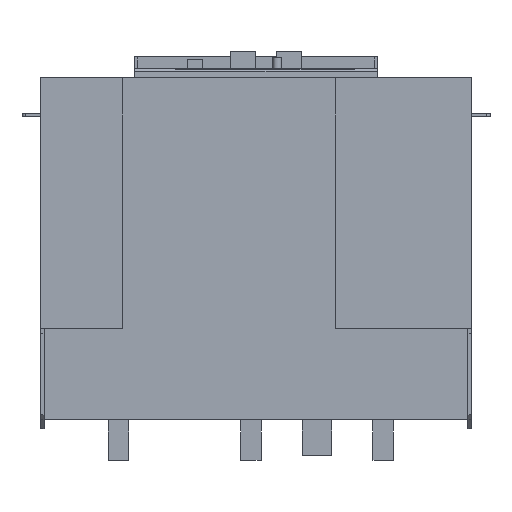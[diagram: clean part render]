
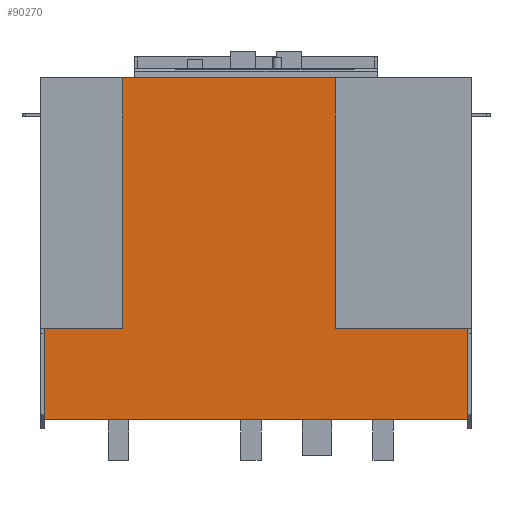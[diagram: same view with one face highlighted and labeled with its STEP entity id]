
A CAD part, front view. The second image highlights one B-rep face of the part: STEP entity #90270.
In plain terms, the highlighted planar face has unit normal (0, -1, 0).
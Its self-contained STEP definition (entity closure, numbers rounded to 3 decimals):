
#88720=CARTESIAN_POINT('',(1761.31,195.666,-345.));
#88730=VERTEX_POINT('',#88720);
#88760=CARTESIAN_POINT('',(1761.31,195.666,0.));
#88770=DIRECTION('',(0.,0.,-1.));
#88780=VECTOR('',#88770,1.);
#88790=LINE('',#88760,#88780);
#88800=CARTESIAN_POINT('',(1761.31,195.666,-9.));
#88810=VERTEX_POINT('',#88800);
#88820=EDGE_CURVE('',#88810,#88730,#88790,.T.);
#89510=CARTESIAN_POINT('',(1344.7,195.666,-9.));
#89520=VERTEX_POINT('',#89510);
#89550=CARTESIAN_POINT('',(1344.7,195.666,0.));
#89560=DIRECTION('',(0.,0.,1.));
#89570=VECTOR('',#89560,1.);
#89580=LINE('',#89550,#89570);
#89590=CARTESIAN_POINT('',(1344.7,195.666,-345.));
#89600=VERTEX_POINT('',#89590);
#89610=EDGE_CURVE('',#89600,#89520,#89580,.T.);
#90000=CARTESIAN_POINT('',(0.,195.666,-9.));
#90010=DIRECTION('',(1.,0.,0.));
#90020=VECTOR('',#90010,1.);
#90030=LINE('',#90000,#90020);
#90040=EDGE_CURVE('',#89520,#88810,#90030,.T.);
#90110=CARTESIAN_POINT('',(1658.51,195.666,-345.));
#90120=DIRECTION('',(0.,1.,0.));
#90130=DIRECTION('',(0.,0.,-1.));
#90140=AXIS2_PLACEMENT_3D('',#90110,#90120,#90130);
#90150=PLANE('',#90140);
#90160=ORIENTED_EDGE('',*,*,#88820,.F.);
#90170=CARTESIAN_POINT('',(0.,195.666,-345.));
#90180=DIRECTION('',(-1.,0.,0.));
#90190=VECTOR('',#90180,1.);
#90200=LINE('',#90170,#90190);
#90210=EDGE_CURVE('',#88730,#89600,#90200,.T.);
#90220=ORIENTED_EDGE('',*,*,#90210,.F.);
#90230=ORIENTED_EDGE('',*,*,#89610,.F.);
#90240=ORIENTED_EDGE('',*,*,#90040,.F.);
#90250=EDGE_LOOP('',(#90240,#90230,#90220,#90160));
#90260=FACE_OUTER_BOUND('',#90250,.T.);
#90270=ADVANCED_FACE('',(#90260),#90150,.F.);
